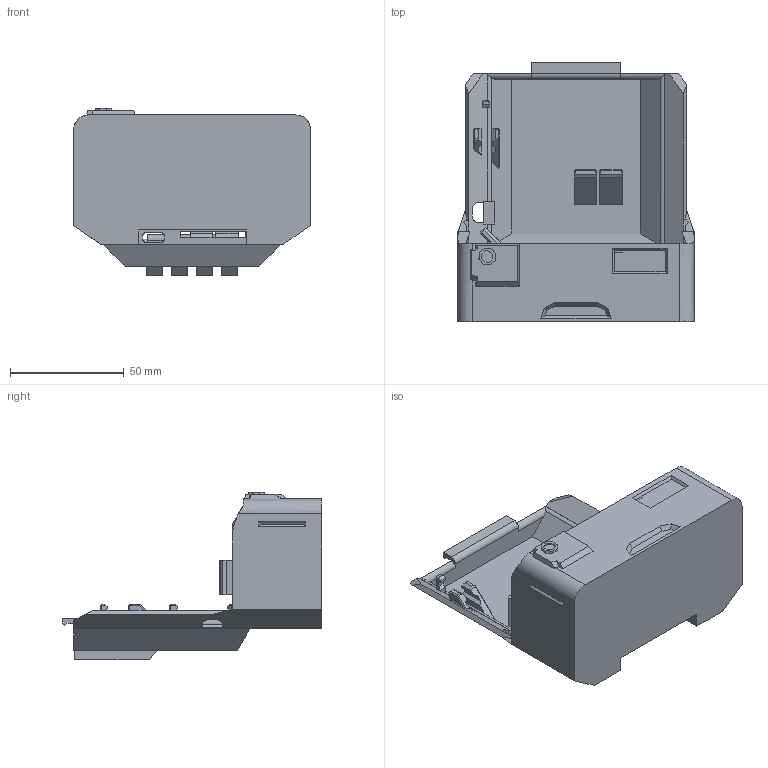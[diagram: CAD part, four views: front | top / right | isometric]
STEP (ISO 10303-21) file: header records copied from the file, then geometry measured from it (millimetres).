
FILE_DESCRIPTION(/* description */ (''),/* implementation_level */ '2;1');
FILE_NAME(/* name */ 'case_bottom.step',/* time_stamp */ '2025-07-09T18:39:18-07:00',/* author */ (''),/* organization */ (''),/* preprocessor_version */ 'ST-DEVELOPER v20.1',/* originating_system */ 'Autodesk Translation Framework v14.10.0.0',/* authorisation */ '');
FILE_SCHEMA (('AUTOMOTIVE_DESIGN { 1 0 10303 214 3 1 1 }'));
Length unit declared in the file: millimetre
Products named in the file (1): case
Bounding box: 104 x 114.12 x 73.65 mm (x, y, z)
Volume: 133108.8 mm3; surface area: 52899.5 mm2
Topology: 1 solids, 1 shells, 397 faces, 1053 edges, 676 vertices
Faces by surface type: plane 367, cylinder 25, bspline 3, sphere 2
Entity records: 12312 total; most frequent: CARTESIAN_POINT 2319, ORIENTED_EDGE 2106, DIRECTION 1883, EDGE_CURVE 1053, LINE 973, VECTOR 973, VERTEX_POINT 676, AXIS2_PLACEMENT_3D 455
